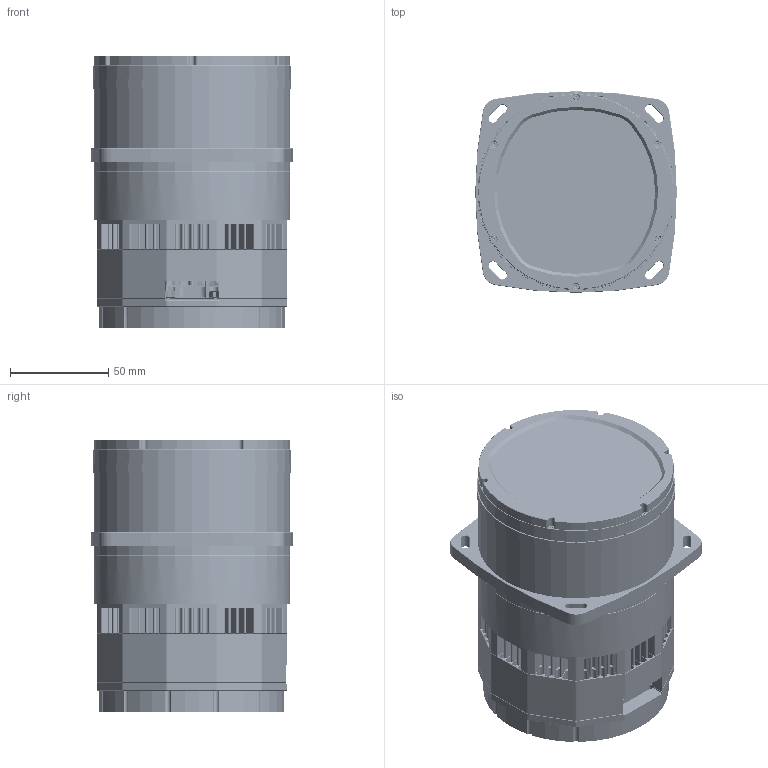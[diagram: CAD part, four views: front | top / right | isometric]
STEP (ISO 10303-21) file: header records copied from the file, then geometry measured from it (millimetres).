
FILE_DESCRIPTION(/* description */ (''),/* implementation_level */ '2;1');
FILE_NAME(/* name */ 'MH110XC-KK-TP21-VIS-STEP.stp',/* time_stamp */ '2016-10-06T10:37:53+02:00',/* author */ (''),/* organization */ (''),/* preprocessor_version */ 'ST-DEVELOPER v15',/* originating_system */ 'SIEMENS PLM Software NX 8.5',/* authorisation */ '');
FILE_SCHEMA (('AUTOMOTIVE_DESIGN { 1 0 10303 214 3 1 1 1 }'));
Products named in the file (11): SCREW-M1.6X15-TX; SCREW-M1.6X3-TX; MECH-GLASS; MECH-FLT-VIS; MECH-HDC-VIS; MECH-HDT-VIS; MECH-CXH; MECH-HDB-VIS; MECH-FB-VIS; MECH-FAN-VIS; ASSEMBLY-MG2-VIS
Assembly tree (24 placements, depth 2):
  ASSEMBLY-MG2-VIS
    MECH-FAN-VIS
    MECH-FB-VIS
    MECH-HDB-VIS
    MECH-CXH
    MECH-HDT-VIS
    MECH-HDC-VIS
    MECH-FLT-VIS
    MECH-GLASS
    SCREW-M1.6X3-TX  x6
    SCREW-M1.6X15-TX  x10
Bounding box: 102.74 x 102.74 x 138.95 mm (x, y, z)
Volume: 152247.6 mm3; surface area: 220614 mm2
Topology: 20 solids, 44 shells, 4458 faces, 11876 edges, 7491 vertices
Faces by surface type: cylinder 2161, plane 1227, cone 774, bspline 224, extrusion 72
Full cylindrical faces by diameter (mm): 1.3 x877, 1.6 x242, 2.1 x12, 2.5 x1, 2.6 x12, 2.95 x16, 3.2 x40, 3.6 x12, 25.4 x1, 59 x1, 60.5 x1, 63.2 x1, 64.5 x1, 71.2 x1, 72 x1, 76 x1, 90.7 x1, 91.2 x1, 92.1 x1, 94.8 x1, 95 x1, 99.42 x1, 100 x3, 100.4 x1, 100.48 x1, 101.404 x1
Entity records: 370843 total; most frequent: CARTESIAN_POINT 297824, DIRECTION 14911, ORIENTED_EDGE 14800, EDGE_CURVE 7400, AXIS2_PLACEMENT_3D 5519, VERTEX_POINT 4690, EDGE_LOOP 3874, VECTOR 3873
